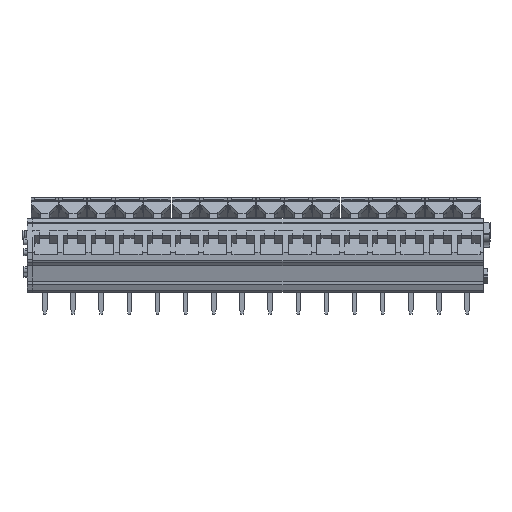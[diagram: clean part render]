
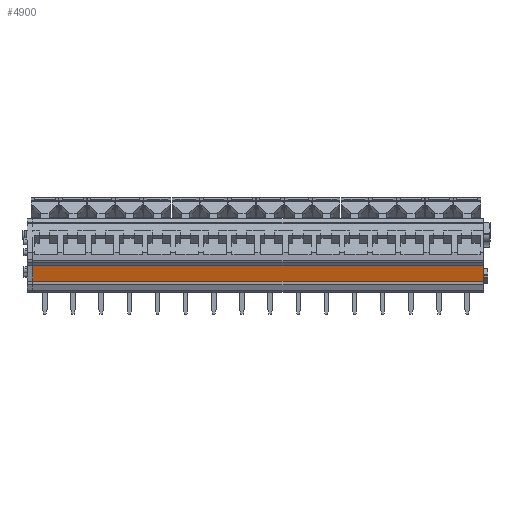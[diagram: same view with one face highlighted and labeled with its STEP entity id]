
A CAD part, front view. The second image highlights one B-rep face of the part: STEP entity #4900.
In plain terms, the highlighted planar face has unit normal (0, -0.966, -0.259).
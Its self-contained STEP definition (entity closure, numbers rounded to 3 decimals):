
#4887=AXIS2_PLACEMENT_3D('Plane Axis2P3D',#4884,#4885,#4886) ;
#1129=CARTESIAN_POINT('Vertex',(1.9,1.37,5.863)) ;
#1132=CARTESIAN_POINT('Line Origine',(1.9,1.002,7.238)) ;
#1136=CARTESIAN_POINT('Vertex',(1.9,0.634,8.613)) ;
#1580=CARTESIAN_POINT('Vertex',(81.9,0.634,8.613)) ;
#1583=CARTESIAN_POINT('Line Origine',(81.9,1.002,7.238)) ;
#1587=CARTESIAN_POINT('Vertex',(81.9,1.37,5.863)) ;
#4871=CARTESIAN_POINT('Line Origine',(41.9,1.37,5.863)) ;
#4884=CARTESIAN_POINT('Axis2P3D Location',(4.05,1.37,5.863)) ;
#4889=CARTESIAN_POINT('Line Origine',(41.9,0.634,8.613)) ;
#1133=DIRECTION('Vector Direction',(0.,-0.259,0.966)) ;
#1584=DIRECTION('Vector Direction',(0.,-0.259,0.966)) ;
#4872=DIRECTION('Vector Direction',(-1.,0.,0.)) ;
#4885=DIRECTION('Axis2P3D Direction',(0.,-0.966,-0.259)) ;
#4886=DIRECTION('Axis2P3D XDirection',(0.,-0.259,0.966)) ;
#4890=DIRECTION('Vector Direction',(-1.,0.,0.)) ;
#1134=VECTOR('Line Direction',#1133,1.) ;
#1585=VECTOR('Line Direction',#1584,1.) ;
#4873=VECTOR('Line Direction',#4872,1.) ;
#4891=VECTOR('Line Direction',#4890,1.) ;
#4895=ORIENTED_EDGE('',*,*,#4875,.F.) ;
#4896=ORIENTED_EDGE('',*,*,#1589,.T.) ;
#4897=ORIENTED_EDGE('',*,*,#4893,.T.) ;
#4898=ORIENTED_EDGE('',*,*,#1138,.F.) ;
#4900=ADVANCED_FACE('Housing\\LMZF500-housing',(#4899),#4888,.T.) ;
#1138=EDGE_CURVE('',#1130,#1137,#1135,.T.) ;
#1589=EDGE_CURVE('',#1588,#1581,#1586,.T.) ;
#4875=EDGE_CURVE('',#1588,#1130,#4874,.T.) ;
#4893=EDGE_CURVE('',#1581,#1137,#4892,.T.) ;
#4894=EDGE_LOOP('',(#4895,#4896,#4897,#4898)) ;
#4899=FACE_OUTER_BOUND('',#4894,.T.) ;
#1135=LINE('Line',#1132,#1134) ;
#1586=LINE('Line',#1583,#1585) ;
#4874=LINE('Line',#4871,#4873) ;
#4892=LINE('Line',#4889,#4891) ;
#4888=PLANE('',#4887) ;
#1130=VERTEX_POINT('',#1129) ;
#1137=VERTEX_POINT('',#1136) ;
#1581=VERTEX_POINT('',#1580) ;
#1588=VERTEX_POINT('',#1587) ;
